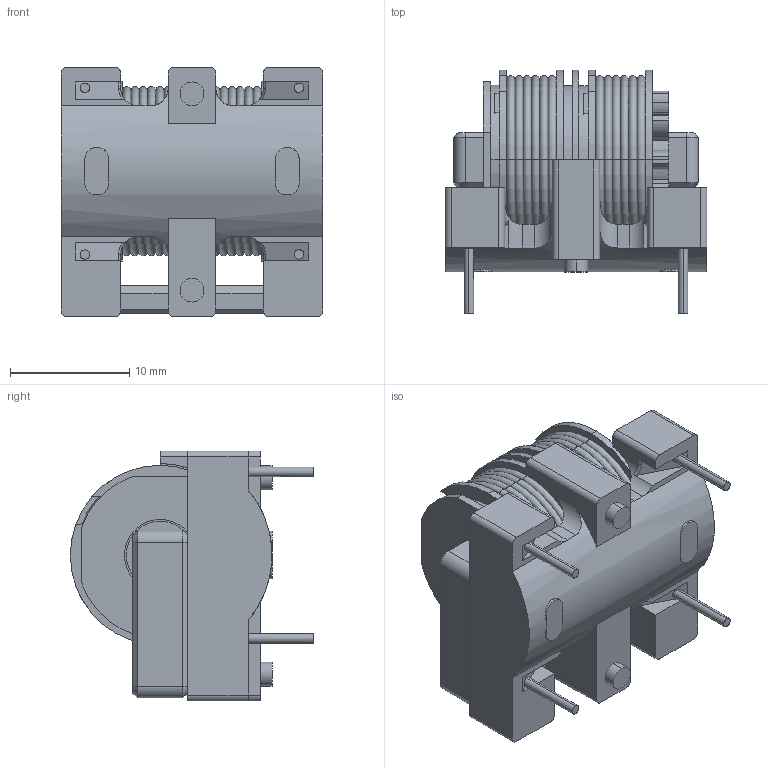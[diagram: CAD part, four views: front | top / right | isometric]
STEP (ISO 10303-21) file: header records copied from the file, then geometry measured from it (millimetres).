
FILE_DESCRIPTION (( 'STEP AP214' ), '1' );
FILE_NAME ('SSB11H(MAX-LOGO).STEP', '2018-11-06T00:54:50', ( '' ), ( '' ), 'SwSTEP 2.0', 'SolidWorks 2018', '' );
FILE_SCHEMA (( 'AUTOMOTIVE_DESIGN' ));
Length unit declared in the file: millimetre
Products named in the file (1): SSB11H(MAX-LOGO)
Bounding box: 22 x 20.45 x 21 mm (x, y, z)
Volume: 4098.9 mm3; surface area: 5147.3 mm2
Topology: 1 solids, 1 shells, 426 faces, 1160 edges, 748 vertices
Faces by surface type: plane 237, cylinder 135, torus 34, cone 16, bspline 4
Entity records: 18402 total; most frequent: CARTESIAN_POINT 2685, DIRECTION 2330, ORIENTED_EDGE 2320, EDGE_CURVE 1160, AXIS2_PLACEMENT_3D 797, VERTEX_POINT 748, VECTOR 736, LINE 736
